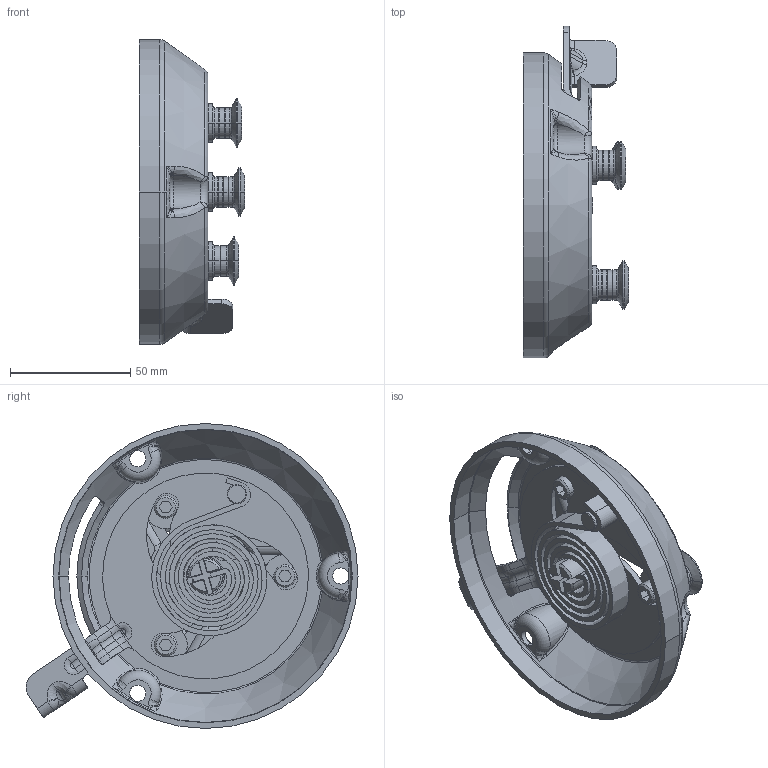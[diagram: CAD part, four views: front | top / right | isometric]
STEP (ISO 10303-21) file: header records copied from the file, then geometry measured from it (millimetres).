
FILE_DESCRIPTION((''),'2;1');
FILE_NAME('03730004_04','2017-10-23T',('sobrien2'),(''),'CREO PARAMETRIC BY PTC INC, 2015290','CREO PARAMETRIC BY PTC INC, 2015290','');
FILE_SCHEMA(('CONFIG_CONTROL_DESIGN'));
Length unit declared in the file: inch
Products named in the file (1): 03730004_04
Bounding box: 43.91 x 138.23 x 127 mm (x, y, z)
Surface area: 71529.5 mm2 (no closed solid volume)
Topology: 0 solids, 17 shells, 622 faces, 1492 edges, 900 vertices
Faces by surface type: cylinder 189, plane 127, bspline 111, torus 99, cone 78, sphere 16, extrusion 2
Entity records: 23780 total; most frequent: CARTESIAN_POINT 9613, DIRECTION 3066, ORIENTED_EDGE 2891, EDGE_CURVE 1492, AXIS2_PLACEMENT_3D 1281, VERTEX_POINT 900, CIRCLE 772, EDGE_LOOP 669
